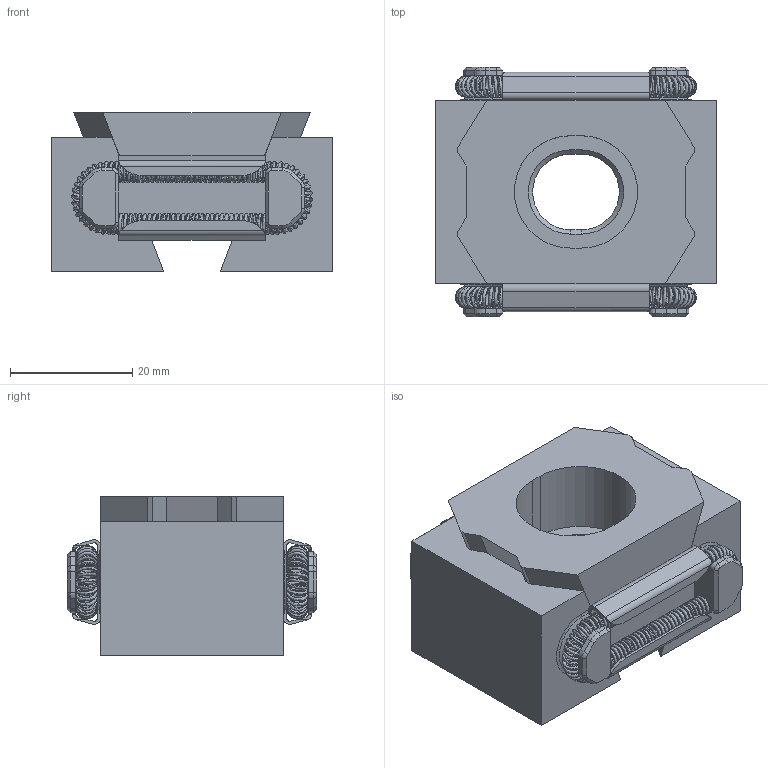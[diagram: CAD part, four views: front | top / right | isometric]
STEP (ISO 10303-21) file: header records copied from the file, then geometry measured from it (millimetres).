
FILE_DESCRIPTION(/* description */ (''),/* implementation_level */ '2;1');
FILE_NAME(/* name */ '05-0295.step',/* time_stamp */ '2024-02-22T16:01:55-08:00',/* author */ (''),/* organization */ (''),/* preprocessor_version */ 'ST-DEVELOPER v20',/* originating_system */ 'Autodesk Translation Framework v12.14.0.127',/* authorisation */ '');
FILE_SCHEMA (('AUTOMOTIVE_DESIGN { 1 0 10303 214 3 1 1 }'));
Products named in the file (1): PF-K2-BP組合(05-0295)
Bounding box: 46 x 40.9 x 26 mm (x, y, z)
Volume: 26703 mm3; surface area: 16686.4 mm2
Topology: 11 solids, 11 shells, 296 faces, 753 edges, 476 vertices
Faces by surface type: plane 165, cylinder 80, cone 34, bspline 9, torus 8
Full cylindrical faces by diameter (mm): 3.5 x4
Entity records: 80350 total; most frequent: CARTESIAN_POINT 72830, DIRECTION 1526, ORIENTED_EDGE 1506, EDGE_CURVE 753, AXIS2_PLACEMENT_3D 522, LINE 482, VECTOR 482, VERTEX_POINT 476
